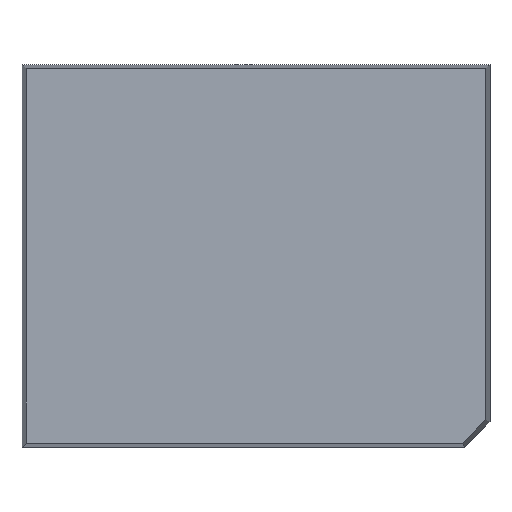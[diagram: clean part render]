
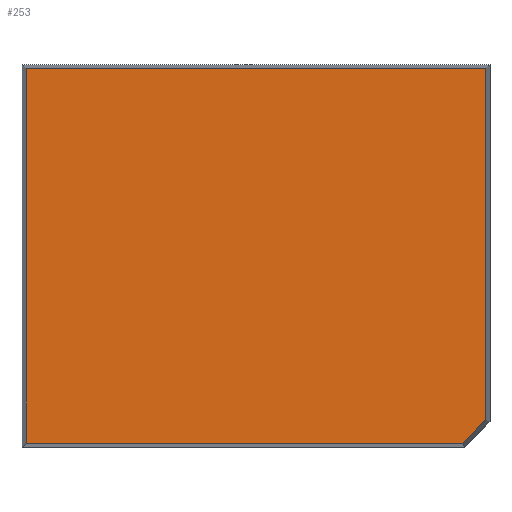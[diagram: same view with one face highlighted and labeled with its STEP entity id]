
A CAD part, top view. The second image highlights one B-rep face of the part: STEP entity #253.
In plain terms, the highlighted planar face has unit normal (0, 0, 1).
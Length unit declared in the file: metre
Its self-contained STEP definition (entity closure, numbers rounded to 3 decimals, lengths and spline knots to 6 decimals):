
#12=LINE('',#499,#27);
#16=LINE('',#507,#31);
#19=LINE('',#513,#34);
#22=LINE('',#519,#37);
#24=LINE('',#522,#39);
#27=VECTOR('',#427,1.);
#31=VECTOR('',#433,1.);
#34=VECTOR('',#438,1.);
#37=VECTOR('',#443,1.);
#39=VECTOR('',#447,1.);
#67=PLANE('',#359);
#109=ORIENTED_EDGE('',*,*,#131,.F.);
#110=ORIENTED_EDGE('',*,*,#135,.T.);
#111=ORIENTED_EDGE('',*,*,#138,.T.);
#112=ORIENTED_EDGE('',*,*,#141,.F.);
#113=ORIENTED_EDGE('',*,*,#143,.F.);
#131=EDGE_CURVE('',#156,#157,#12,.T.);
#135=EDGE_CURVE('',#156,#159,#16,.F.);
#138=EDGE_CURVE('',#159,#161,#19,.F.);
#141=EDGE_CURVE('',#163,#161,#22,.T.);
#143=EDGE_CURVE('',#157,#163,#24,.T.);
#156=VERTEX_POINT('',#498);
#157=VERTEX_POINT('',#500);
#159=VERTEX_POINT('',#506);
#161=VERTEX_POINT('',#512);
#163=VERTEX_POINT('',#518);
#199=EDGE_LOOP('',(#109,#110,#111,#112,#113));
#226=FACE_BOUND('',#199,.T.);
#253=ADVANCED_FACE('',(#226),#67,.T.);
#359=AXIS2_PLACEMENT_3D('',#523,#448,#449);
#427=DIRECTION('',(1.,0.,0.));
#433=DIRECTION('',(0.,1.,0.));
#438=DIRECTION('',(-1.,0.,0.));
#443=DIRECTION('',(-0.707,-0.707,0.));
#447=DIRECTION('',(0.,-1.,0.));
#448=DIRECTION('',(0.,0.,1.));
#449=DIRECTION('',(1.,0.,0.));
#498=CARTESIAN_POINT('',(0.000477,-0.000477,0.021));
#499=CARTESIAN_POINT('',(0.0275,-0.000477,0.021));
#500=CARTESIAN_POINT('',(0.054523,-0.000477,0.021));
#506=CARTESIAN_POINT('',(0.000477,-0.044523,0.021));
#507=CARTESIAN_POINT('',(0.000477,-0.0225,0.021));
#512=CARTESIAN_POINT('',(0.051803,-0.044523,0.021));
#513=CARTESIAN_POINT('',(0.0275,-0.044523,0.021));
#518=CARTESIAN_POINT('',(0.054523,-0.041803,0.021));
#519=CARTESIAN_POINT('',(0.050663,-0.045663,0.021));
#522=CARTESIAN_POINT('',(0.054523,-0.0225,0.021));
#523=CARTESIAN_POINT('',(0.0275,-0.0225,0.021));
